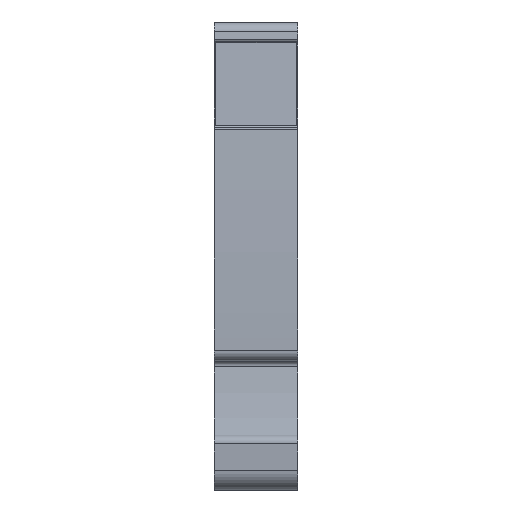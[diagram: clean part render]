
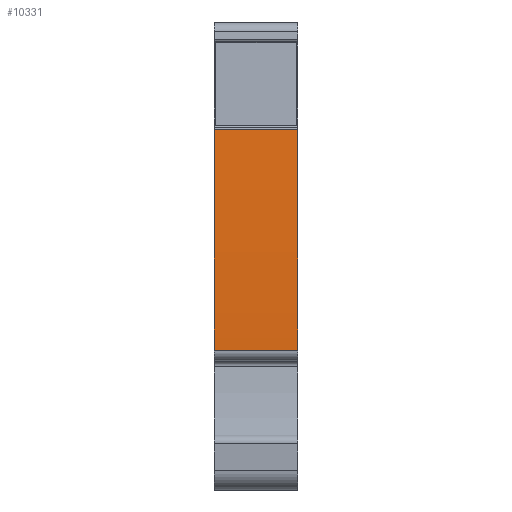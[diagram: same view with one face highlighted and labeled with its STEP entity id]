
A CAD part, front view. The second image highlights one B-rep face of the part: STEP entity #10331.
In plain terms, the highlighted cylindrical face has radius 250 mm (diameter 500 mm), a partial arc.
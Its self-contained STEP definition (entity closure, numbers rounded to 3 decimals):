
#10288=AXIS2_PLACEMENT_3D('Cylinder Axis2P3D',#10285,#10286,#10287) ;
#10292=AXIS2_PLACEMENT_3D('Circle Axis2P3D',#10290,#10291,$) ;
#10301=AXIS2_PLACEMENT_3D('Circle Axis2P3D',#10299,#10300,$) ;
#10306=AXIS2_PLACEMENT_3D('Circle Axis2P3D',#10304,#10305,$) ;
#10313=AXIS2_PLACEMENT_3D('Circle Axis2P3D',#10311,#10312,$) ;
#10259=CARTESIAN_POINT('Line Origine',(4.05,1.529,13.45)) ;
#10263=CARTESIAN_POINT('Vertex',(0.,1.529,13.45)) ;
#10265=CARTESIAN_POINT('Vertex',(8.1,1.529,13.45)) ;
#10285=CARTESIAN_POINT('Axis2P3D Location',(4.05,251.503,17.05)) ;
#10290=CARTESIAN_POINT('Axis2P3D Location',(0.,251.503,17.05)) ;
#10294=CARTESIAN_POINT('Vertex',(0.,2.138,34.861)) ;
#10296=CARTESIAN_POINT('Vertex',(0.,1.503,17.05)) ;
#10299=CARTESIAN_POINT('Axis2P3D Location',(0.,251.503,17.05)) ;
#10304=CARTESIAN_POINT('Axis2P3D Location',(8.1,251.503,17.05)) ;
#10308=CARTESIAN_POINT('Vertex',(8.1,1.503,17.05)) ;
#10311=CARTESIAN_POINT('Axis2P3D Location',(8.1,251.503,17.05)) ;
#10315=CARTESIAN_POINT('Vertex',(8.1,2.138,34.861)) ;
#10318=CARTESIAN_POINT('Line Origine',(4.05,2.138,34.861)) ;
#10260=DIRECTION('Vector Direction',(1.,0.,0.)) ;
#10286=DIRECTION('Axis2P3D Direction',(1.,0.,0.)) ;
#10287=DIRECTION('Axis2P3D XDirection',(0.,-0.994,0.109)) ;
#10291=DIRECTION('Axis2P3D Direction',(1.,0.,0.)) ;
#10300=DIRECTION('Axis2P3D Direction',(1.,0.,0.)) ;
#10305=DIRECTION('Axis2P3D Direction',(1.,0.,0.)) ;
#10312=DIRECTION('Axis2P3D Direction',(1.,0.,0.)) ;
#10319=DIRECTION('Vector Direction',(1.,0.,0.)) ;
#10261=VECTOR('Line Direction',#10260,1.) ;
#10320=VECTOR('Line Direction',#10319,1.) ;
#10324=ORIENTED_EDGE('',*,*,#10298,.T.) ;
#10325=ORIENTED_EDGE('',*,*,#10303,.T.) ;
#10326=ORIENTED_EDGE('',*,*,#10267,.T.) ;
#10327=ORIENTED_EDGE('',*,*,#10310,.F.) ;
#10328=ORIENTED_EDGE('',*,*,#10317,.F.) ;
#10329=ORIENTED_EDGE('',*,*,#10322,.F.) ;
#10331=ADVANCED_FACE('MLD',(#10330),#10289,.T.) ;
#10293=CIRCLE('generated circle',#10292,250.) ;
#10302=CIRCLE('generated circle',#10301,250.) ;
#10307=CIRCLE('generated circle',#10306,250.) ;
#10314=CIRCLE('generated circle',#10313,250.) ;
#10289=CYLINDRICAL_SURFACE('generated cylinder',#10288,250.) ;
#10267=EDGE_CURVE('',#10264,#10266,#10262,.T.) ;
#10298=EDGE_CURVE('',#10295,#10297,#10293,.T.) ;
#10303=EDGE_CURVE('',#10297,#10264,#10302,.T.) ;
#10310=EDGE_CURVE('',#10309,#10266,#10307,.T.) ;
#10317=EDGE_CURVE('',#10316,#10309,#10314,.T.) ;
#10322=EDGE_CURVE('',#10295,#10316,#10321,.T.) ;
#10323=EDGE_LOOP('',(#10324,#10325,#10326,#10327,#10328,#10329)) ;
#10330=FACE_OUTER_BOUND('',#10323,.T.) ;
#10262=LINE('Line',#10259,#10261) ;
#10321=LINE('Line',#10318,#10320) ;
#10264=VERTEX_POINT('',#10263) ;
#10266=VERTEX_POINT('',#10265) ;
#10295=VERTEX_POINT('',#10294) ;
#10297=VERTEX_POINT('',#10296) ;
#10309=VERTEX_POINT('',#10308) ;
#10316=VERTEX_POINT('',#10315) ;
